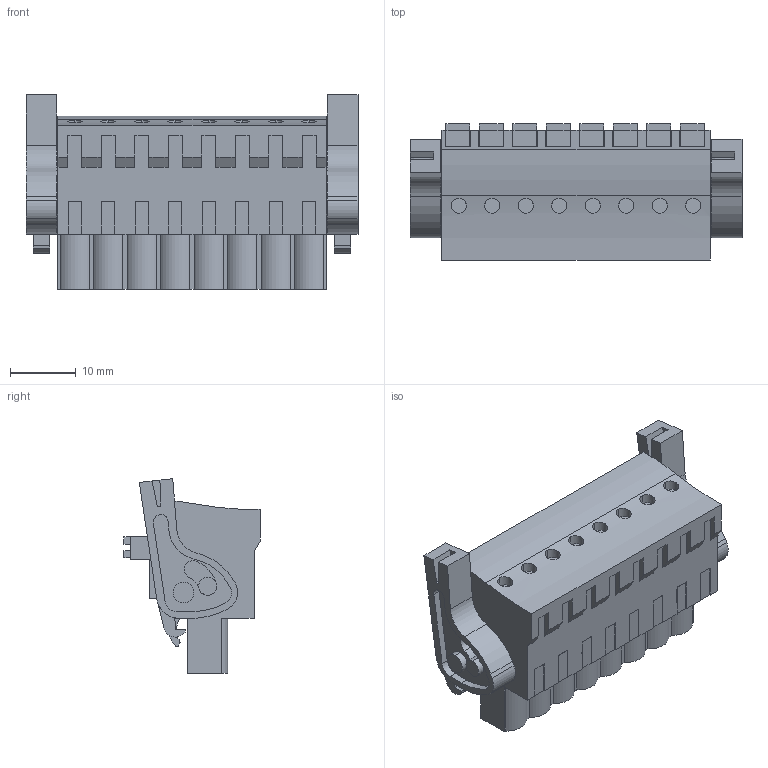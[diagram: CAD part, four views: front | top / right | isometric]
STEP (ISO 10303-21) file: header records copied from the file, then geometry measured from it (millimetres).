
FILE_DESCRIPTION(('CATIA V5 STEP Exchange','CAx-IF Rec.Pracs.--- Model Styling and Organization---1.4--- 2014-01-23'),'2;1');
FILE_NAME ('D1446193_0_1000470001_1000470001.stp','2017-09-09T07:23:42+00:00',('none'),('Weidmueller'),'CATIA Version 5-6 Release 2016','CATIA V5 STEP AP214','none');
FILE_SCHEMA(('AUTOMOTIVE_DESIGN { 1 0 10303 214 1 1 1 1 }'));
Length unit declared in the file: millimetre
Products named in the file (1): 1000470001
Bounding box: 50.34 x 20.64 x 29.52 mm (x, y, z)
Volume: 13559.1 mm3; surface area: 7331.7 mm2
Topology: 11 solids, 11 shells, 657 faces, 1860 edges, 1267 vertices
Faces by surface type: plane 493, cylinder 154, extrusion 10
Entity records: 19877 total; most frequent: CARTESIAN_POINT 3908, ORIENTED_EDGE 3720, DIRECTION 2553, EDGE_CURVE 1860, VECTOR 1503, LINE 1493, VERTEX_POINT 1267, EDGE_LOOP 707
